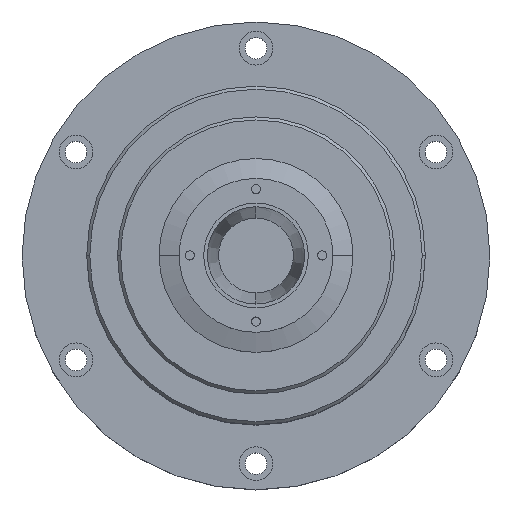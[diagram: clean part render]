
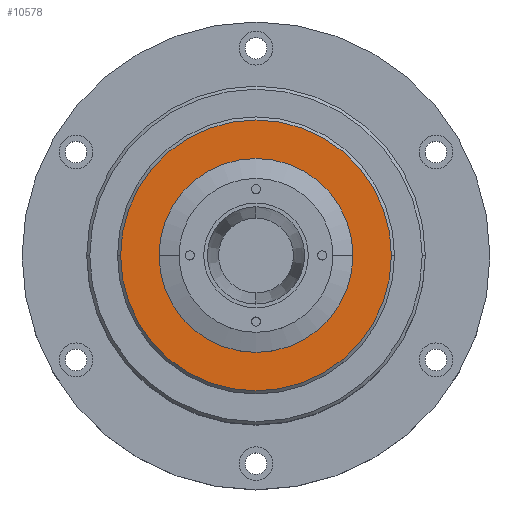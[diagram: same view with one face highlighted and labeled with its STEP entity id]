
A CAD part, top view. The second image highlights one B-rep face of the part: STEP entity #10578.
In plain terms, the highlighted face is planar.
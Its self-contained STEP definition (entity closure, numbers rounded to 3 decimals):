
#92 = ORIENTED_EDGE ( 'NONE', *, *, #1976, .F. ) ;
#95 = CARTESIAN_POINT ( 'NONE',  ( 6., 0., 0. ) ) ;
#561 = FACE_BOUND ( 'NONE', #2122, .T. ) ;
#984 = EDGE_CURVE ( 'NONE', #9184, #11744, #3694, .T. ) ;
#1063 = CARTESIAN_POINT ( 'NONE',  ( 6., 0., -26.6 ) ) ;
#1863 = CARTESIAN_POINT ( 'NONE',  ( 6., 26.6, 0. ) ) ;
#1976 = EDGE_CURVE ( 'NONE', #6985, #4504, #7688, .T. ) ;
#2122 = EDGE_LOOP ( 'NONE', ( #7559, #92 ) ) ;
#2298 = CIRCLE ( 'NONE', #7682, 44. ) ;
#2488 = CARTESIAN_POINT ( 'NONE',  ( 6., 0., 0. ) ) ;
#3165 = EDGE_CURVE ( 'NONE', #4504, #6985, #10531, .T. ) ;
#3409 = DIRECTION ( 'NONE',  ( -1., 0., 0. ) ) ;
#3694 = CIRCLE ( 'NONE', #7619, 44. ) ;
#4461 = CARTESIAN_POINT ( 'NONE',  ( 6., 0., 26.6 ) ) ;
#4504 = VERTEX_POINT ( 'NONE', #4461 ) ;
#4772 = PLANE ( 'NONE',  #6202 ) ;
#5145 = EDGE_LOOP ( 'NONE', ( #12128, #5701 ) ) ;
#5499 = DIRECTION ( 'NONE',  ( 0., 0., 1. ) ) ;
#5701 = ORIENTED_EDGE ( 'NONE', *, *, #11862, .F. ) ;
#5888 = DIRECTION ( 'NONE',  ( 1., 0., 0. ) ) ;
#6202 = AXIS2_PLACEMENT_3D ( 'NONE', #1863, #7290, #6267 ) ;
#6267 = DIRECTION ( 'NONE',  ( 0., 0., -1. ) ) ;
#6887 = DIRECTION ( 'NONE',  ( 1., 0., 0. ) ) ;
#6985 = VERTEX_POINT ( 'NONE', #1063 ) ;
#7290 = DIRECTION ( 'NONE',  ( 1., 0., 0. ) ) ;
#7559 = ORIENTED_EDGE ( 'NONE', *, *, #3165, .F. ) ;
#7619 = AXIS2_PLACEMENT_3D ( 'NONE', #10390, #5888, #8052 ) ;
#7682 = AXIS2_PLACEMENT_3D ( 'NONE', #2488, #6887, #12410 ) ;
#7688 = CIRCLE ( 'NONE', #10707, 26.6 ) ;
#8052 = DIRECTION ( 'NONE',  ( 0., 0., -1. ) ) ;
#9184 = VERTEX_POINT ( 'NONE', #13668 ) ;
#9936 = CARTESIAN_POINT ( 'NONE',  ( 6., 0., 0. ) ) ;
#10390 = CARTESIAN_POINT ( 'NONE',  ( 6., 0., 0. ) ) ;
#10531 = CIRCLE ( 'NONE', #12364, 26.6 ) ;
#10578 = ADVANCED_FACE ( 'NONE', ( #11497, #561 ), #4772, .F. ) ;
#10707 = AXIS2_PLACEMENT_3D ( 'NONE', #9936, #3409, #14158 ) ;
#10874 = DIRECTION ( 'NONE',  ( -1., 0., 0. ) ) ;
#11497 = FACE_OUTER_BOUND ( 'NONE', #5145, .T. ) ;
#11744 = VERTEX_POINT ( 'NONE', #12921 ) ;
#11862 = EDGE_CURVE ( 'NONE', #11744, #9184, #2298, .T. ) ;
#12128 = ORIENTED_EDGE ( 'NONE', *, *, #984, .F. ) ;
#12364 = AXIS2_PLACEMENT_3D ( 'NONE', #95, #10874, #5499 ) ;
#12410 = DIRECTION ( 'NONE',  ( 0., 0., -1. ) ) ;
#12921 = CARTESIAN_POINT ( 'NONE',  ( 6., 0., 44. ) ) ;
#13668 = CARTESIAN_POINT ( 'NONE',  ( 6., 0., -44. ) ) ;
#14158 = DIRECTION ( 'NONE',  ( 0., 0., 1. ) ) ;
